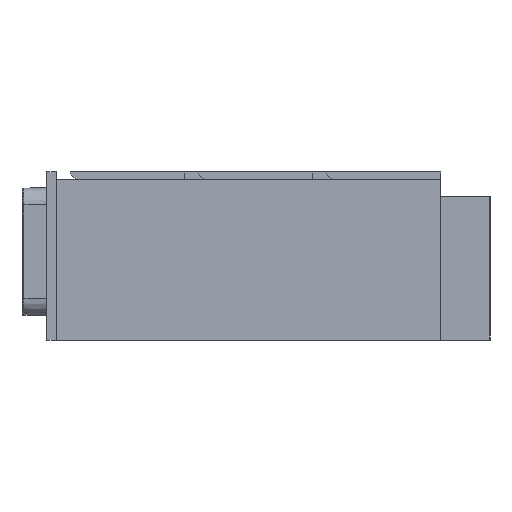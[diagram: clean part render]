
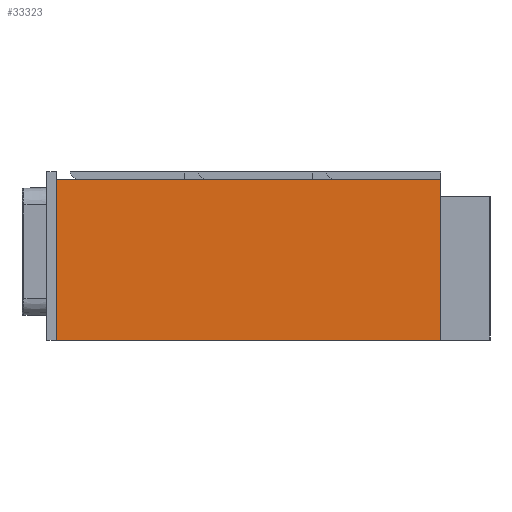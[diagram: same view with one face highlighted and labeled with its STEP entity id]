
A CAD part, left-side view. The second image highlights one B-rep face of the part: STEP entity #33323.
In plain terms, the highlighted planar face has unit normal (-1, 0, 0).
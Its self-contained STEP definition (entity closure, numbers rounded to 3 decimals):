
#10841 = DIRECTION ( 'NONE',  ( 0., 1., 0. ) ) ;
#12591 = VECTOR ( 'NONE', #10841, 1000. ) ;
#12731 = LINE ( 'NONE', #23476, #32581 ) ;
#13047 = PLANE ( 'NONE',  #65087 ) ;
#14841 = CARTESIAN_POINT ( 'NONE',  ( -744., 390., 325. ) ) ;
#15682 = ORIENTED_EDGE ( 'NONE', *, *, #15740, .T. ) ;
#15740 = EDGE_CURVE ( 'NONE', #52568, #48742, #35243, .T. ) ;
#16398 = CARTESIAN_POINT ( 'NONE',  ( -744., 390., 325. ) ) ;
#17050 = CARTESIAN_POINT ( 'NONE',  ( -744., 390., 0. ) ) ;
#18166 = EDGE_CURVE ( 'NONE', #23012, #48742, #30238, .T. ) ;
#23012 = VERTEX_POINT ( 'NONE', #26751 ) ;
#23476 = CARTESIAN_POINT ( 'NONE',  ( -744., -390., 325. ) ) ;
#25746 = DIRECTION ( 'NONE',  ( 0., 1., 0. ) ) ;
#26751 = CARTESIAN_POINT ( 'NONE',  ( -744., -390., 0. ) ) ;
#28858 = ORIENTED_EDGE ( 'NONE', *, *, #59532, .T. ) ;
#29480 = DIRECTION ( 'NONE',  ( 0., -1., 0. ) ) ;
#30238 = LINE ( 'NONE', #31283, #57523 ) ;
#31283 = CARTESIAN_POINT ( 'NONE',  ( -744., 390., 0. ) ) ;
#32581 = VECTOR ( 'NONE', #54946, 1000. ) ;
#33323 = ADVANCED_FACE ( 'NONE', ( #59831 ), #13047, .T. ) ;
#33697 = CARTESIAN_POINT ( 'NONE',  ( -744., 390., 325. ) ) ;
#34702 = ORIENTED_EDGE ( 'NONE', *, *, #18166, .F. ) ;
#35243 = LINE ( 'NONE', #33697, #52587 ) ;
#39209 = CARTESIAN_POINT ( 'NONE',  ( -744., 390., 325. ) ) ;
#48439 = ORIENTED_EDGE ( 'NONE', *, *, #53448, .F. ) ;
#48742 = VERTEX_POINT ( 'NONE', #17050 ) ;
#48973 = DIRECTION ( 'NONE',  ( 0., 0., -1. ) ) ;
#49401 = VERTEX_POINT ( 'NONE', #59633 ) ;
#52568 = VERTEX_POINT ( 'NONE', #14841 ) ;
#52587 = VECTOR ( 'NONE', #48973, 1000. ) ;
#53448 = EDGE_CURVE ( 'NONE', #49401, #23012, #12731, .T. ) ;
#54946 = DIRECTION ( 'NONE',  ( 0., 0., -1. ) ) ;
#57523 = VECTOR ( 'NONE', #25746, 1000. ) ;
#58940 = LINE ( 'NONE', #16398, #12591 ) ;
#59532 = EDGE_CURVE ( 'NONE', #49401, #52568, #58940, .T. ) ;
#59633 = CARTESIAN_POINT ( 'NONE',  ( -744., -390., 325. ) ) ;
#59831 = FACE_OUTER_BOUND ( 'NONE', #64931, .T. ) ;
#64931 = EDGE_LOOP ( 'NONE', ( #34702, #48439, #28858, #15682 ) ) ;
#65087 = AXIS2_PLACEMENT_3D ( 'NONE', #39209, #66313, #29480 ) ;
#66313 = DIRECTION ( 'NONE',  ( -1., 0., 0. ) ) ;
